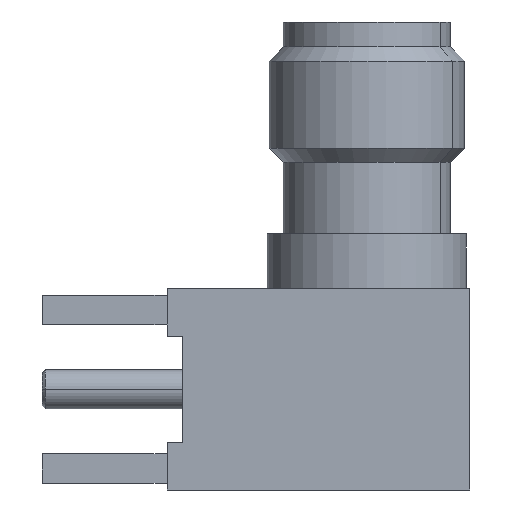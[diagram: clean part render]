
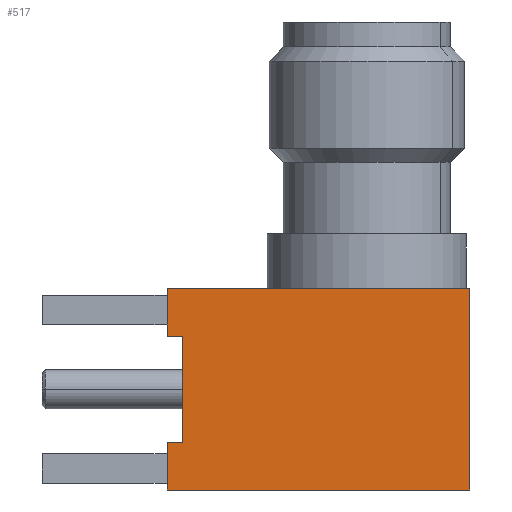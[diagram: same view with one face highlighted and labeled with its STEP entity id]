
A CAD part, front view. The second image highlights one B-rep face of the part: STEP entity #517.
In plain terms, the highlighted planar face has unit normal (0, -1, 0).
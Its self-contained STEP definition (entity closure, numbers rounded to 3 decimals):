
#474=AXIS2_PLACEMENT_3D('Plane Axis2P3D',#471,#472,#473) ;
#236=CARTESIAN_POINT('Vertex',(-5.9,-3.225,-1.7)) ;
#239=CARTESIAN_POINT('Line Origine',(-5.9,-3.225,0.)) ;
#243=CARTESIAN_POINT('Vertex',(-5.9,-3.225,1.7)) ;
#381=CARTESIAN_POINT('Vertex',(-6.4,-3.225,-3.23)) ;
#409=CARTESIAN_POINT('Vertex',(3.3,-3.225,-3.23)) ;
#412=CARTESIAN_POINT('Line Origine',(-1.55,-3.225,-3.23)) ;
#456=CARTESIAN_POINT('Vertex',(-6.4,-3.225,-1.7)) ;
#459=CARTESIAN_POINT('Line Origine',(-6.15,-3.225,-1.7)) ;
#471=CARTESIAN_POINT('Axis2P3D Location',(-10.4,-3.225,-3.23)) ;
#476=CARTESIAN_POINT('Line Origine',(3.3,-3.225,0.)) ;
#480=CARTESIAN_POINT('Vertex',(3.3,-3.225,3.23)) ;
#483=CARTESIAN_POINT('Line Origine',(-1.55,-3.225,3.23)) ;
#487=CARTESIAN_POINT('Vertex',(-6.4,-3.225,3.23)) ;
#490=CARTESIAN_POINT('Line Origine',(-6.4,-3.225,2.465)) ;
#494=CARTESIAN_POINT('Vertex',(-6.4,-3.225,1.7)) ;
#497=CARTESIAN_POINT('Line Origine',(-6.15,-3.225,1.7)) ;
#502=CARTESIAN_POINT('Line Origine',(-6.4,-3.225,-2.465)) ;
#240=DIRECTION('Vector Direction',(0.,0.,1.)) ;
#413=DIRECTION('Vector Direction',(1.,0.,0.)) ;
#460=DIRECTION('Vector Direction',(1.,0.,0.)) ;
#472=DIRECTION('Axis2P3D Direction',(0.,1.,0.)) ;
#473=DIRECTION('Axis2P3D XDirection',(0.,0.,1.)) ;
#477=DIRECTION('Vector Direction',(0.,0.,1.)) ;
#484=DIRECTION('Vector Direction',(1.,0.,0.)) ;
#491=DIRECTION('Vector Direction',(0.,0.,1.)) ;
#498=DIRECTION('Vector Direction',(1.,0.,0.)) ;
#503=DIRECTION('Vector Direction',(0.,0.,1.)) ;
#241=VECTOR('Line Direction',#240,1.) ;
#414=VECTOR('Line Direction',#413,1.) ;
#461=VECTOR('Line Direction',#460,1.) ;
#478=VECTOR('Line Direction',#477,1.) ;
#485=VECTOR('Line Direction',#484,1.) ;
#492=VECTOR('Line Direction',#491,1.) ;
#499=VECTOR('Line Direction',#498,1.) ;
#504=VECTOR('Line Direction',#503,1.) ;
#508=ORIENTED_EDGE('',*,*,#416,.T.) ;
#509=ORIENTED_EDGE('',*,*,#482,.T.) ;
#510=ORIENTED_EDGE('',*,*,#489,.F.) ;
#511=ORIENTED_EDGE('',*,*,#496,.F.) ;
#512=ORIENTED_EDGE('',*,*,#501,.T.) ;
#513=ORIENTED_EDGE('',*,*,#245,.F.) ;
#514=ORIENTED_EDGE('',*,*,#463,.F.) ;
#515=ORIENTED_EDGE('',*,*,#506,.F.) ;
#517=ADVANCED_FACE('',(#516),#475,.F.) ;
#245=EDGE_CURVE('',#237,#244,#242,.T.) ;
#416=EDGE_CURVE('',#382,#410,#415,.T.) ;
#463=EDGE_CURVE('',#457,#237,#462,.T.) ;
#482=EDGE_CURVE('',#410,#481,#479,.T.) ;
#489=EDGE_CURVE('',#488,#481,#486,.T.) ;
#496=EDGE_CURVE('',#495,#488,#493,.T.) ;
#501=EDGE_CURVE('',#495,#244,#500,.T.) ;
#506=EDGE_CURVE('',#382,#457,#505,.T.) ;
#507=EDGE_LOOP('',(#508,#509,#510,#511,#512,#513,#514,#515)) ;
#516=FACE_OUTER_BOUND('',#507,.T.) ;
#242=LINE('Line',#239,#241) ;
#415=LINE('Line',#412,#414) ;
#462=LINE('Line',#459,#461) ;
#479=LINE('Line',#476,#478) ;
#486=LINE('Line',#483,#485) ;
#493=LINE('Line',#490,#492) ;
#500=LINE('Line',#497,#499) ;
#505=LINE('Line',#502,#504) ;
#475=PLANE('Plane',#474) ;
#237=VERTEX_POINT('',#236) ;
#244=VERTEX_POINT('',#243) ;
#382=VERTEX_POINT('',#381) ;
#410=VERTEX_POINT('',#409) ;
#457=VERTEX_POINT('',#456) ;
#481=VERTEX_POINT('',#480) ;
#488=VERTEX_POINT('',#487) ;
#495=VERTEX_POINT('',#494) ;
